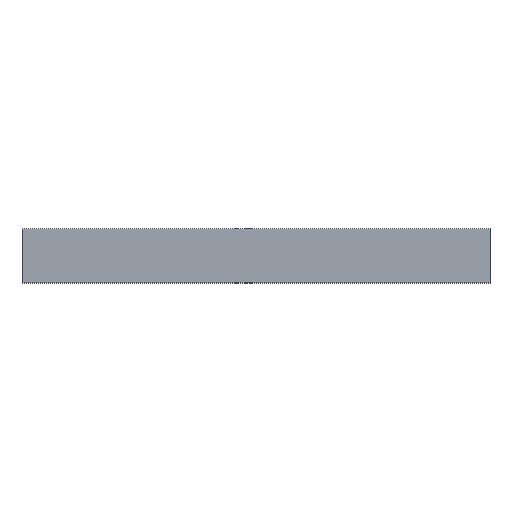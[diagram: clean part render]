
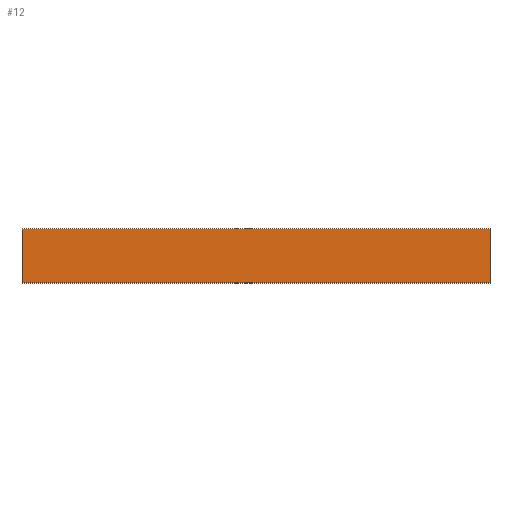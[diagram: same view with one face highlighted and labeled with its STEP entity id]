
A CAD part, top view. The second image highlights one B-rep face of the part: STEP entity #12.
In plain terms, the highlighted planar face has unit normal (0, 0, 1).
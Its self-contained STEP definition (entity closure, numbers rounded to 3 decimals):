
#2 = VERTEX_POINT ( 'NONE', #82 ) ;
#8 = EDGE_CURVE ( 'NONE', #2, #40, #73, .T. ) ;
#12 = ADVANCED_FACE ( 'NONE', ( #15 ), #140, .F. ) ;
#13 = EDGE_CURVE ( 'NONE', #40, #41, #130, .T. ) ;
#15 = FACE_OUTER_BOUND ( 'NONE', #176, .T. ) ;
#19 = CARTESIAN_POINT ( 'NONE',  ( -65., -7.5, 0.95 ) ) ;
#22 = LINE ( 'NONE', #134, #198 ) ;
#27 = AXIS2_PLACEMENT_3D ( 'NONE', #159, #173, #61 ) ;
#30 = CARTESIAN_POINT ( 'NONE',  ( -65., -7.5, 0.95 ) ) ;
#39 = ORIENTED_EDGE ( 'NONE', *, *, #8, .T. ) ;
#40 = VERTEX_POINT ( 'NONE', #192 ) ;
#41 = VERTEX_POINT ( 'NONE', #177 ) ;
#57 = VECTOR ( 'NONE', #196, 1000. ) ;
#59 = VERTEX_POINT ( 'NONE', #30 ) ;
#61 = DIRECTION ( 'NONE',  ( -1., 0., 0. ) ) ;
#73 = LINE ( 'NONE', #123, #57 ) ;
#82 = CARTESIAN_POINT ( 'NONE',  ( 65., -7.5, 0.95 ) ) ;
#94 = VECTOR ( 'NONE', #143, 1000. ) ;
#116 = LINE ( 'NONE', #19, #151 ) ;
#120 = CARTESIAN_POINT ( 'NONE',  ( -65., 7.5, 0.95 ) ) ;
#123 = CARTESIAN_POINT ( 'NONE',  ( 65., -7.5, 0.95 ) ) ;
#130 = LINE ( 'NONE', #120, #94 ) ;
#133 = DIRECTION ( 'NONE',  ( 0., -1., 0. ) ) ;
#134 = CARTESIAN_POINT ( 'NONE',  ( -65., -7.5, 0.95 ) ) ;
#135 = EDGE_CURVE ( 'NONE', #41, #59, #22, .T. ) ;
#140 = PLANE ( 'NONE',  #27 ) ;
#143 = DIRECTION ( 'NONE',  ( -1., 0., 0. ) ) ;
#151 = VECTOR ( 'NONE', #154, 1000. ) ;
#152 = ORIENTED_EDGE ( 'NONE', *, *, #135, .T. ) ;
#154 = DIRECTION ( 'NONE',  ( 1., 0., 0. ) ) ;
#159 = CARTESIAN_POINT ( 'NONE',  ( 0., 0., 0.95 ) ) ;
#173 = DIRECTION ( 'NONE',  ( 0., 0., -1. ) ) ;
#176 = EDGE_LOOP ( 'NONE', ( #39, #216, #152, #208 ) ) ;
#177 = CARTESIAN_POINT ( 'NONE',  ( -65., 7.5, 0.95 ) ) ;
#192 = CARTESIAN_POINT ( 'NONE',  ( 65., 7.5, 0.95 ) ) ;
#196 = DIRECTION ( 'NONE',  ( 0., 1., 0. ) ) ;
#198 = VECTOR ( 'NONE', #133, 1000. ) ;
#208 = ORIENTED_EDGE ( 'NONE', *, *, #218, .T. ) ;
#216 = ORIENTED_EDGE ( 'NONE', *, *, #13, .T. ) ;
#218 = EDGE_CURVE ( 'NONE', #59, #2, #116, .T. ) ;
